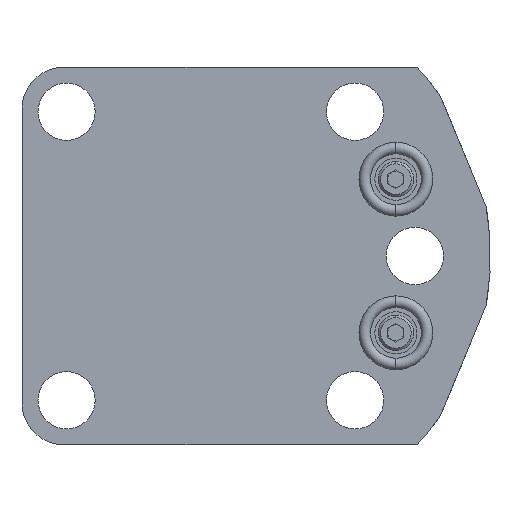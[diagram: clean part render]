
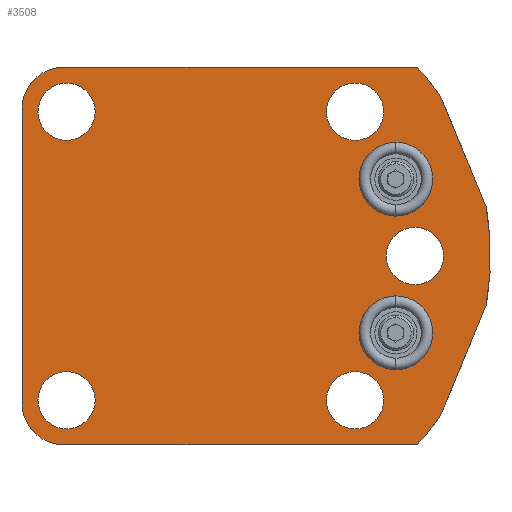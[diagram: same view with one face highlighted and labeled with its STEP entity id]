
A CAD part, left-side view. The second image highlights one B-rep face of the part: STEP entity #3508.
In plain terms, the highlighted planar face has unit normal (-1, 0, 0).
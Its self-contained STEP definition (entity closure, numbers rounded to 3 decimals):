
#269=CARTESIAN_POINT('',(-28.702,22.682,-22.682));
#270=DIRECTION('',(-1.,0.,0.));
#271=DIRECTION('',(0.,1.,0.));
#272=AXIS2_PLACEMENT_3D('',#269,#270,#271);
#277=DIRECTION('',(0.,0.,1.));
#278=VECTOR('',#277,45.364);
#279=CARTESIAN_POINT('',(-28.702,29.159,-22.682));
#280=LINE('',#279,#278);
#284=CARTESIAN_POINT('',(-28.702,22.682,22.682));
#285=DIRECTION('',(-1.,0.,0.));
#286=DIRECTION('',(0.,0.,1.));
#287=AXIS2_PLACEMENT_3D('',#284,#285,#286);
#292=DIRECTION('',(0.,-1.,0.));
#293=VECTOR('',#292,54.53);
#294=CARTESIAN_POINT('',(-28.702,22.682,29.159));
#295=LINE('',#294,#293);
#299=CARTESIAN_POINT('',(-28.702,0.,0.));
#300=DIRECTION('',(1.,0.,0.));
#301=DIRECTION('',(0.,-0.738,0.675));
#302=AXIS2_PLACEMENT_3D('',#299,#300,#301);
#307=DIRECTION('',(0.,-0.383,-0.924));
#308=VECTOR('',#307,18.396);
#309=CARTESIAN_POINT('',(-28.702,-35.458,24.643));
#310=LINE('',#309,#308);
#314=CARTESIAN_POINT('',(-28.702,0.,0.));
#315=DIRECTION('',(1.,0.,0.));
#316=DIRECTION('',(0.,-0.984,0.177));
#317=AXIS2_PLACEMENT_3D('',#314,#315,#316);
#322=DIRECTION('',(0.,0.383,-0.924));
#323=VECTOR('',#322,18.396);
#324=CARTESIAN_POINT('',(-28.702,-42.497,-7.647));
#325=LINE('',#324,#323);
#329=CARTESIAN_POINT('',(-28.702,0.,0.));
#330=DIRECTION('',(1.,0.,0.));
#331=DIRECTION('',(0.,-0.821,-0.571));
#332=AXIS2_PLACEMENT_3D('',#329,#330,#331);
#337=DIRECTION('',(0.,1.,0.));
#338=VECTOR('',#337,54.53);
#339=CARTESIAN_POINT('',(-28.702,-31.848,-29.159));
#340=LINE('',#339,#338);
#344=CARTESIAN_POINT('',(-28.702,22.276,22.276));
#345=DIRECTION('',(-1.,0.,0.));
#346=DIRECTION('',(0.,-1.,0.));
#347=AXIS2_PLACEMENT_3D('',#344,#345,#346);
#352=CARTESIAN_POINT('',(-28.702,22.276,22.276));
#353=DIRECTION('',(-1.,0.,0.));
#354=DIRECTION('',(0.,1.,0.));
#355=AXIS2_PLACEMENT_3D('',#352,#353,#354);
#360=CARTESIAN_POINT('',(-28.702,22.276,-22.276));
#361=DIRECTION('',(-1.,0.,0.));
#362=DIRECTION('',(0.,-1.,0.));
#363=AXIS2_PLACEMENT_3D('',#360,#361,#362);
#368=CARTESIAN_POINT('',(-28.702,22.276,-22.276));
#369=DIRECTION('',(-1.,0.,0.));
#370=DIRECTION('',(0.,1.,0.));
#371=AXIS2_PLACEMENT_3D('',#368,#369,#370);
#376=CARTESIAN_POINT('',(-28.702,-22.276,22.276));
#377=DIRECTION('',(-1.,0.,0.));
#378=DIRECTION('',(0.,-1.,0.));
#379=AXIS2_PLACEMENT_3D('',#376,#377,#378);
#384=CARTESIAN_POINT('',(-28.702,-22.276,22.276));
#385=DIRECTION('',(-1.,0.,0.));
#386=DIRECTION('',(0.,1.,0.));
#387=AXIS2_PLACEMENT_3D('',#384,#385,#386);
#392=CARTESIAN_POINT('',(-28.702,-22.276,-22.276));
#393=DIRECTION('',(-1.,0.,0.));
#394=DIRECTION('',(0.,-1.,0.));
#395=AXIS2_PLACEMENT_3D('',#392,#393,#394);
#400=CARTESIAN_POINT('',(-28.702,-22.276,-22.276));
#401=DIRECTION('',(-1.,0.,0.));
#402=DIRECTION('',(0.,1.,0.));
#403=AXIS2_PLACEMENT_3D('',#400,#401,#402);
#408=CARTESIAN_POINT('',(-28.702,-31.5,0.));
#409=DIRECTION('',(-1.,0.,0.));
#410=DIRECTION('',(0.,-1.,0.));
#411=AXIS2_PLACEMENT_3D('',#408,#409,#410);
#416=CARTESIAN_POINT('',(-28.702,-31.5,0.));
#417=DIRECTION('',(-1.,0.,0.));
#418=DIRECTION('',(0.,1.,0.));
#419=AXIS2_PLACEMENT_3D('',#416,#417,#418);
#424=CARTESIAN_POINT('',(-28.702,-28.575,11.862));
#425=DIRECTION('',(1.,0.,0.));
#426=DIRECTION('',(0.,1.,0.));
#427=AXIS2_PLACEMENT_3D('',#424,#425,#426);
#432=CARTESIAN_POINT('',(-28.702,-28.575,11.862));
#433=DIRECTION('',(1.,0.,0.));
#434=DIRECTION('',(0.,-1.,0.));
#435=AXIS2_PLACEMENT_3D('',#432,#433,#434);
#440=CARTESIAN_POINT('',(-28.702,-28.575,-11.862));
#441=DIRECTION('',(1.,0.,0.));
#442=DIRECTION('',(0.,1.,0.));
#443=AXIS2_PLACEMENT_3D('',#440,#441,#442);
#448=CARTESIAN_POINT('',(-28.702,-28.575,-11.862));
#449=DIRECTION('',(1.,0.,0.));
#450=DIRECTION('',(0.,-1.,0.));
#451=AXIS2_PLACEMENT_3D('',#448,#449,#450);
#2848=CARTESIAN_POINT('',(-28.702,-35.458,24.643));
#2849=CARTESIAN_POINT('',(-28.702,-42.497,7.647));
#2850=VERTEX_POINT('',#2848);
#2851=VERTEX_POINT('',#2849);
#2868=CARTESIAN_POINT('',(-28.702,17.857,22.276));
#2869=CARTESIAN_POINT('',(-28.702,26.696,22.276));
#2870=VERTEX_POINT('',#2868);
#2871=VERTEX_POINT('',#2869);
#2880=CARTESIAN_POINT('',(-28.702,-22.873,11.862));
#2881=CARTESIAN_POINT('',(-28.702,-34.277,11.862));
#2882=VERTEX_POINT('',#2880);
#2883=VERTEX_POINT('',#2881);
#2896=CARTESIAN_POINT('',(-28.702,-22.873,-11.862));
#2897=CARTESIAN_POINT('',(-28.702,-34.277,-11.862));
#2898=VERTEX_POINT('',#2896);
#2899=VERTEX_POINT('',#2897);
#2990=CARTESIAN_POINT('',(-28.702,17.857,-22.276));
#2991=CARTESIAN_POINT('',(-28.702,26.696,-22.276));
#2992=VERTEX_POINT('',#2990);
#2993=VERTEX_POINT('',#2991);
#2998=CARTESIAN_POINT('',(-28.702,-26.696,22.276));
#2999=CARTESIAN_POINT('',(-28.702,-17.857,22.276));
#3000=VERTEX_POINT('',#2998);
#3001=VERTEX_POINT('',#2999);
#3006=CARTESIAN_POINT('',(-28.702,-26.696,-22.276));
#3007=CARTESIAN_POINT('',(-28.702,-17.857,-22.276));
#3008=VERTEX_POINT('',#3006);
#3009=VERTEX_POINT('',#3007);
#3014=CARTESIAN_POINT('',(-28.702,-35.92,0.));
#3015=CARTESIAN_POINT('',(-28.702,-27.081,0.));
#3016=VERTEX_POINT('',#3014);
#3017=VERTEX_POINT('',#3015);
#3036=CARTESIAN_POINT('',(-28.702,-42.497,-7.647));
#3037=VERTEX_POINT('',#3036);
#3038=CARTESIAN_POINT('',(-28.702,-35.458,-24.643));
#3039=VERTEX_POINT('',#3038);
#3045=CARTESIAN_POINT('',(-28.702,22.682,-29.159));
#3047=VERTEX_POINT('',#3045);
#3050=CARTESIAN_POINT('',(-28.702,29.159,-22.682));
#3051=VERTEX_POINT('',#3050);
#3053=CARTESIAN_POINT('',(-28.702,29.159,22.682));
#3055=VERTEX_POINT('',#3053);
#3058=CARTESIAN_POINT('',(-28.702,22.682,29.159));
#3059=VERTEX_POINT('',#3058);
#3060=CARTESIAN_POINT('',(-28.702,-31.848,29.159));
#3061=VERTEX_POINT('',#3060);
#3062=CARTESIAN_POINT('',(-28.702,-31.848,-29.159));
#3063=VERTEX_POINT('',#3062);
#3441=CARTESIAN_POINT('',(-28.702,0.,0.));
#3442=DIRECTION('',(1.,0.,0.));
#3443=DIRECTION('',(0.,0.,-1.));
#3444=AXIS2_PLACEMENT_3D('',#3441,#3442,#3443);
#3445=PLANE('',#3444);
#3446=ORIENTED_EDGE('',*,*,#3422,.F.);
#3448=ORIENTED_EDGE('',*,*,#3447,.T.);
#3450=ORIENTED_EDGE('',*,*,#3449,.F.);
#3452=ORIENTED_EDGE('',*,*,#3451,.T.);
#3454=ORIENTED_EDGE('',*,*,#3453,.T.);
#3456=ORIENTED_EDGE('',*,*,#3455,.T.);
#3458=ORIENTED_EDGE('',*,*,#3457,.T.);
#3460=ORIENTED_EDGE('',*,*,#3459,.T.);
#3462=ORIENTED_EDGE('',*,*,#3461,.T.);
#3463=ORIENTED_EDGE('',*,*,#3433,.T.);
#3464=EDGE_LOOP('',(#3446,#3448,#3450,#3452,#3454,#3456,#3458,#3460,#3462,
#3463));
#3465=FACE_OUTER_BOUND('',#3464,.F.);
#3467=ORIENTED_EDGE('',*,*,#3466,.T.);
#3469=ORIENTED_EDGE('',*,*,#3468,.T.);
#3470=EDGE_LOOP('',(#3467,#3469));
#3471=FACE_BOUND('',#3470,.F.);
#3473=ORIENTED_EDGE('',*,*,#3472,.T.);
#3475=ORIENTED_EDGE('',*,*,#3474,.T.);
#3476=EDGE_LOOP('',(#3473,#3475));
#3477=FACE_BOUND('',#3476,.F.);
#3479=ORIENTED_EDGE('',*,*,#3478,.T.);
#3481=ORIENTED_EDGE('',*,*,#3480,.T.);
#3482=EDGE_LOOP('',(#3479,#3481));
#3483=FACE_BOUND('',#3482,.F.);
#3485=ORIENTED_EDGE('',*,*,#3484,.T.);
#3487=ORIENTED_EDGE('',*,*,#3486,.T.);
#3488=EDGE_LOOP('',(#3485,#3487));
#3489=FACE_BOUND('',#3488,.F.);
#3491=ORIENTED_EDGE('',*,*,#3490,.T.);
#3493=ORIENTED_EDGE('',*,*,#3492,.T.);
#3494=EDGE_LOOP('',(#3491,#3493));
#3495=FACE_BOUND('',#3494,.F.);
#3497=ORIENTED_EDGE('',*,*,#3496,.F.);
#3499=ORIENTED_EDGE('',*,*,#3498,.F.);
#3500=EDGE_LOOP('',(#3497,#3499));
#3501=FACE_BOUND('',#3500,.F.);
#3503=ORIENTED_EDGE('',*,*,#3502,.F.);
#3505=ORIENTED_EDGE('',*,*,#3504,.F.);
#3506=EDGE_LOOP('',(#3503,#3505));
#3507=FACE_BOUND('',#3506,.F.);
#273=CIRCLE('',#272,6.477);
#288=CIRCLE('',#287,6.477);
#303=CIRCLE('',#302,43.18);
#318=CIRCLE('',#317,43.18);
#333=CIRCLE('',#332,43.18);
#348=CIRCLE('',#347,4.42);
#356=CIRCLE('',#355,4.42);
#364=CIRCLE('',#363,4.42);
#372=CIRCLE('',#371,4.42);
#380=CIRCLE('',#379,4.42);
#388=CIRCLE('',#387,4.42);
#396=CIRCLE('',#395,4.42);
#404=CIRCLE('',#403,4.42);
#412=CIRCLE('',#411,4.42);
#420=CIRCLE('',#419,4.42);
#428=CIRCLE('',#427,5.702);
#436=CIRCLE('',#435,5.702);
#444=CIRCLE('',#443,5.702);
#452=CIRCLE('',#451,5.702);
#3422=EDGE_CURVE('',#3051,#3047,#273,.T.);
#3433=EDGE_CURVE('',#3063,#3047,#340,.T.);
#3447=EDGE_CURVE('',#3051,#3055,#280,.T.);
#3449=EDGE_CURVE('',#3059,#3055,#288,.T.);
#3451=EDGE_CURVE('',#3059,#3061,#295,.T.);
#3453=EDGE_CURVE('',#3061,#2850,#303,.T.);
#3455=EDGE_CURVE('',#2850,#2851,#310,.T.);
#3457=EDGE_CURVE('',#2851,#3037,#318,.T.);
#3459=EDGE_CURVE('',#3037,#3039,#325,.T.);
#3461=EDGE_CURVE('',#3039,#3063,#333,.T.);
#3466=EDGE_CURVE('',#2870,#2871,#348,.T.);
#3468=EDGE_CURVE('',#2871,#2870,#356,.T.);
#3472=EDGE_CURVE('',#2992,#2993,#364,.T.);
#3474=EDGE_CURVE('',#2993,#2992,#372,.T.);
#3478=EDGE_CURVE('',#3000,#3001,#380,.T.);
#3480=EDGE_CURVE('',#3001,#3000,#388,.T.);
#3484=EDGE_CURVE('',#3008,#3009,#396,.T.);
#3486=EDGE_CURVE('',#3009,#3008,#404,.T.);
#3490=EDGE_CURVE('',#3016,#3017,#412,.T.);
#3492=EDGE_CURVE('',#3017,#3016,#420,.T.);
#3496=EDGE_CURVE('',#2882,#2883,#428,.T.);
#3498=EDGE_CURVE('',#2883,#2882,#436,.T.);
#3502=EDGE_CURVE('',#2898,#2899,#444,.T.);
#3504=EDGE_CURVE('',#2899,#2898,#452,.T.);
#3508=ADVANCED_FACE('',(#3465,#3471,#3477,#3483,#3489,#3495,#3501,#3507),#3445,
.F.);
